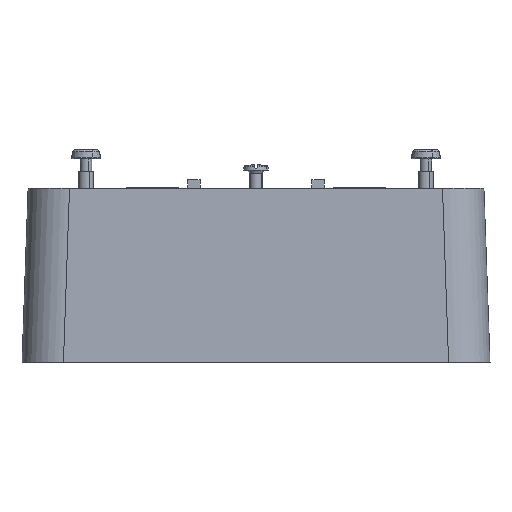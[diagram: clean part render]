
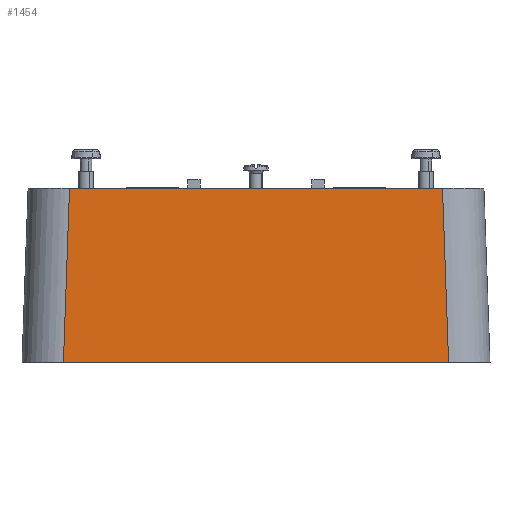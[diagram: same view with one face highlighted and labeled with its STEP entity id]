
A CAD part, left-side view. The second image highlights one B-rep face of the part: STEP entity #1454.
In plain terms, the highlighted planar face has unit normal (-0.999, 0, 0.035).
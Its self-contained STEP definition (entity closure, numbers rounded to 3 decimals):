
#1429=AXIS2_PLACEMENT_3D('Plane Axis2P3D',#1426,#1427,#1428) ;
#698=CARTESIAN_POINT('Vertex',(-56.467,46.473,0.)) ;
#770=CARTESIAN_POINT('Vertex',(-56.467,-46.473,0.)) ;
#773=CARTESIAN_POINT('Line Origine',(-56.467,0.,0.)) ;
#1426=CARTESIAN_POINT('Axis2P3D Location',(-55.,0.,42.)) ;
#1432=CARTESIAN_POINT('Control Point',(-55.,-45.006,42.)) ;
#1433=CARTESIAN_POINT('Control Point',(-56.467,-46.473,0.)) ;
#1434=CARTESIAN_POINT('Vertex',(-55.,-45.006,42.)) ;
#1437=CARTESIAN_POINT('Line Origine',(-55.,0.,42.)) ;
#1441=CARTESIAN_POINT('Vertex',(-55.,45.006,42.)) ;
#1445=CARTESIAN_POINT('Control Point',(-55.,45.006,42.)) ;
#1446=CARTESIAN_POINT('Control Point',(-56.467,46.473,0.)) ;
#774=DIRECTION('Vector Direction',(0.,-1.,0.)) ;
#1427=DIRECTION('Axis2P3D Direction',(-0.999,0.,0.035)) ;
#1428=DIRECTION('Axis2P3D XDirection',(0.,1.,0.)) ;
#1438=DIRECTION('Vector Direction',(0.,1.,0.)) ;
#775=VECTOR('Line Direction',#774,1.) ;
#1439=VECTOR('Line Direction',#1438,1.) ;
#1449=ORIENTED_EDGE('',*,*,#777,.F.) ;
#1450=ORIENTED_EDGE('',*,*,#1436,.F.) ;
#1451=ORIENTED_EDGE('',*,*,#1443,.F.) ;
#1452=ORIENTED_EDGE('',*,*,#1447,.T.) ;
#1454=ADVANCED_FACE('0020153_A.1\\Corps principal',(#1453),#1430,.T.) ;
#1431=B_SPLINE_CURVE_WITH_KNOTS('',1,(#1432,#1433),.UNSPECIFIED.,.F.,.U.,(2,2),(-21.026,21.026),.UNSPECIFIED.) ;
#1444=B_SPLINE_CURVE_WITH_KNOTS('',1,(#1445,#1446),.UNSPECIFIED.,.F.,.U.,(2,2),(-21.026,21.026),.UNSPECIFIED.) ;
#777=EDGE_CURVE('',#771,#699,#776,.F.) ;
#1436=EDGE_CURVE('',#1435,#771,#1431,.T.) ;
#1443=EDGE_CURVE('',#1442,#1435,#1440,.F.) ;
#1447=EDGE_CURVE('',#1442,#699,#1444,.T.) ;
#1448=EDGE_LOOP('',(#1449,#1450,#1451,#1452)) ;
#1453=FACE_OUTER_BOUND('',#1448,.T.) ;
#776=LINE('Line',#773,#775) ;
#1440=LINE('Line',#1437,#1439) ;
#1430=PLANE('',#1429) ;
#699=VERTEX_POINT('',#698) ;
#771=VERTEX_POINT('',#770) ;
#1435=VERTEX_POINT('',#1434) ;
#1442=VERTEX_POINT('',#1441) ;
